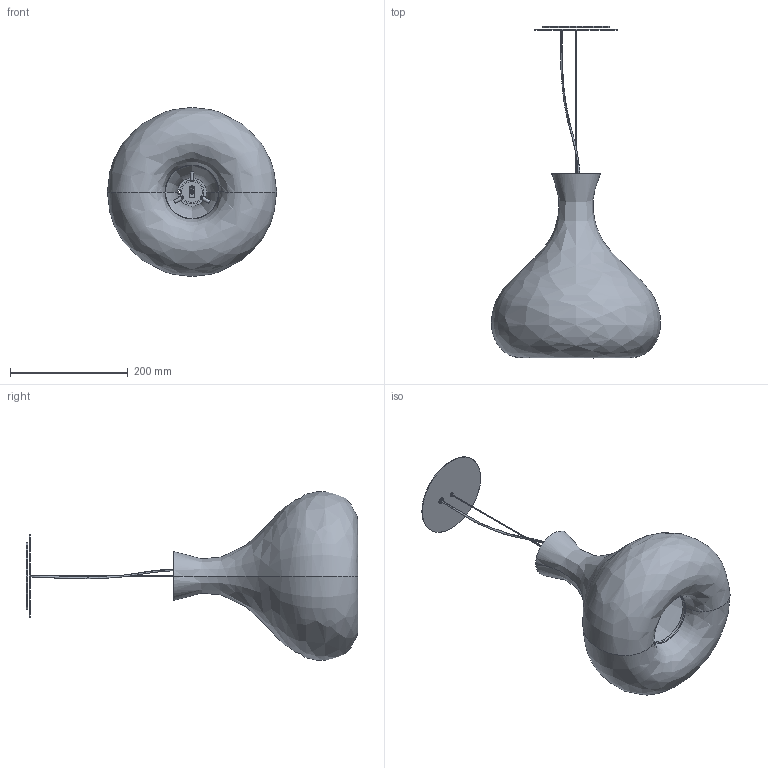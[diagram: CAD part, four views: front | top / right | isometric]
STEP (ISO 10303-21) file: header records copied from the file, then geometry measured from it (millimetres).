
FILE_DESCRIPTION (( 'STEP AP203' ), '1' );
FILE_NAME ('SUMMER_S_STEP.STEP', '2016-01-27T15:56:43', ( 'admin' ), ( '' ), 'SwSTEP 2.0', 'SolidWorks 2015', '' );
FILE_SCHEMA (( 'CONFIG_CONTROL_DESIGN' ));
Length unit declared in the file: millimetre
Products named in the file (2): SUMMER_S_STEP
Bounding box: 287.25 x 563.47 x 287.06 mm (x, y, z)
Volume: 972710.5 mm3; surface area: 522762.5 mm2
Topology: 9 solids, 9 shells, 108 faces, 254 edges, 166 vertices
Faces by surface type: cylinder 60, plane 34, bspline 14
Entity records: 4643 total; most frequent: CARTESIAN_POINT 1978, DIRECTION 526, ORIENTED_EDGE 508, EDGE_CURVE 254, AXIS2_PLACEMENT_3D 214, VERTEX_POINT 166, EDGE_LOOP 144, CIRCLE 118
